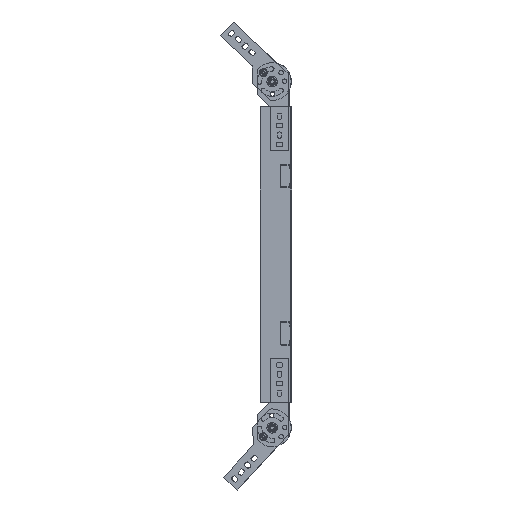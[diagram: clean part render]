
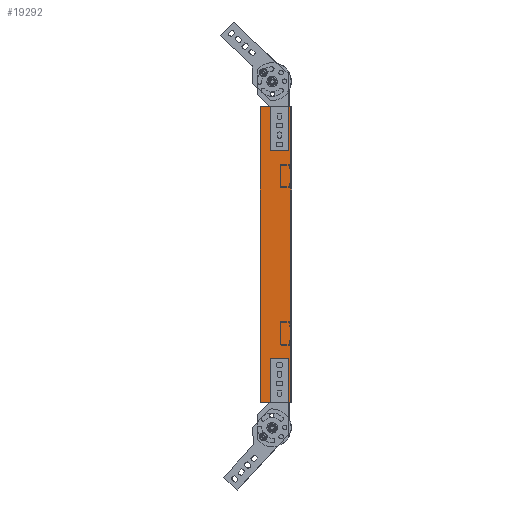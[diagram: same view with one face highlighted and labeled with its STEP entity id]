
A CAD part, left-side view. The second image highlights one B-rep face of the part: STEP entity #19292.
In plain terms, the highlighted planar face has unit normal (-1, 0, 0).
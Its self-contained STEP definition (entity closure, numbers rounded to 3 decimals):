
#1217 = FACE_OUTER_BOUND ( 'NONE', #16245, .T. ) ;
#2376 = DIRECTION ( 'NONE',  ( 0., 1., 0. ) ) ;
#2377 = CARTESIAN_POINT ( 'NONE',  ( -484.243, 7.867, -165. ) ) ;
#2383 = DIRECTION ( 'NONE',  ( 0., 0., 1. ) ) ;
#2384 = CARTESIAN_POINT ( 'NONE',  ( -484.243, -17.133, -119.228 ) ) ;
#2385 = DIRECTION ( 'NONE',  ( 0., 1., 0. ) ) ;
#2386 = CARTESIAN_POINT ( 'NONE',  ( -484.243, 28.367, -235. ) ) ;
#2387 = DIRECTION ( 'NONE',  ( 0., 0., 1. ) ) ;
#2388 = CARTESIAN_POINT ( 'NONE',  ( -484.243, -19.833, -235. ) ) ;
#2390 = DIRECTION ( 'NONE',  ( 0., 1., 0. ) ) ;
#2391 = CARTESIAN_POINT ( 'NONE',  ( -484.243, 28.367, 235. ) ) ;
#2397 = DIRECTION ( 'NONE',  ( 0., 1., 0. ) ) ;
#2399 = CARTESIAN_POINT ( 'NONE',  ( -484.243, 7.867, 165. ) ) ;
#2401 = DIRECTION ( 'NONE',  ( 0., 0., -1. ) ) ;
#2403 = CARTESIAN_POINT ( 'NONE',  ( -484.243, -17.133, 119.228 ) ) ;
#2405 = DIRECTION ( 'NONE',  ( 0., 1., 0. ) ) ;
#2407 = CARTESIAN_POINT ( 'NONE',  ( -484.243, 28.367, 235. ) ) ;
#2408 = DIRECTION ( 'NONE',  ( 0., 0., 1. ) ) ;
#2411 = CARTESIAN_POINT ( 'NONE',  ( -484.243, 28.367, -235. ) ) ;
#2412 = DIRECTION ( 'NONE',  ( 0., 1., 0. ) ) ;
#2413 = DIRECTION ( 'NONE',  ( 0., 0., 1. ) ) ;
#2414 = DIRECTION ( 'NONE',  ( 0., 0., -1. ) ) ;
#2417 = CARTESIAN_POINT ( 'NONE',  ( -484.243, 12.868, -119.228 ) ) ;
#2425 = CARTESIAN_POINT ( 'NONE',  ( -484.243, 28.367, -235. ) ) ;
#2426 = CARTESIAN_POINT ( 'NONE',  ( -484.243, 12.868, 119.228 ) ) ;
#3542 = CARTESIAN_POINT ( 'NONE',  ( -484.243, 12.868, 235. ) ) ;
#3543 = CARTESIAN_POINT ( 'NONE',  ( -484.243, -17.133, -165. ) ) ;
#3544 = CARTESIAN_POINT ( 'NONE',  ( -484.243, 12.868, -165. ) ) ;
#3545 = CARTESIAN_POINT ( 'NONE',  ( -484.243, -17.133, -235. ) ) ;
#3553 = CARTESIAN_POINT ( 'NONE',  ( -484.243, 28.367, 235. ) ) ;
#3556 = CARTESIAN_POINT ( 'NONE',  ( -484.243, -19.833, 235. ) ) ;
#3557 = CARTESIAN_POINT ( 'NONE',  ( -484.243, -17.133, 235. ) ) ;
#3558 = CARTESIAN_POINT ( 'NONE',  ( -484.243, -17.133, 165. ) ) ;
#3559 = CARTESIAN_POINT ( 'NONE',  ( -484.243, 12.868, 165. ) ) ;
#3561 = CARTESIAN_POINT ( 'NONE',  ( -484.243, -19.833, -235. ) ) ;
#3562 = CARTESIAN_POINT ( 'NONE',  ( -484.243, 28.367, -235. ) ) ;
#3563 = CARTESIAN_POINT ( 'NONE',  ( -484.243, 12.868, -235. ) ) ;
#4800 = VERTEX_POINT ( 'NONE', #3563 ) ;
#4801 = VERTEX_POINT ( 'NONE', #3562 ) ;
#4802 = VERTEX_POINT ( 'NONE', #3561 ) ;
#4804 = VERTEX_POINT ( 'NONE', #3559 ) ;
#4805 = VERTEX_POINT ( 'NONE', #3558 ) ;
#4806 = VERTEX_POINT ( 'NONE', #3557 ) ;
#4807 = VERTEX_POINT ( 'NONE', #3556 ) ;
#4810 = VERTEX_POINT ( 'NONE', #3553 ) ;
#4818 = VERTEX_POINT ( 'NONE', #3545 ) ;
#4819 = VERTEX_POINT ( 'NONE', #3544 ) ;
#4820 = VERTEX_POINT ( 'NONE', #3543 ) ;
#4821 = VERTEX_POINT ( 'NONE', #3542 ) ;
#6710 = AXIS2_PLACEMENT_3D ( 'NONE', #11976, #11949, #11948 ) ;
#9818 = ORIENTED_EDGE ( 'NONE', *, *, #12452, .T. ) ;
#9819 = ORIENTED_EDGE ( 'NONE', *, *, #12453, .F. ) ;
#9820 = ORIENTED_EDGE ( 'NONE', *, *, #12454, .F. ) ;
#9821 = ORIENTED_EDGE ( 'NONE', *, *, #12455, .T. ) ;
#9822 = ORIENTED_EDGE ( 'NONE', *, *, #12457, .F. ) ;
#9823 = ORIENTED_EDGE ( 'NONE', *, *, #12458, .T. ) ;
#9824 = ORIENTED_EDGE ( 'NONE', *, *, #12460, .T. ) ;
#9825 = ORIENTED_EDGE ( 'NONE', *, *, #12461, .T. ) ;
#9826 = ORIENTED_EDGE ( 'NONE', *, *, #12462, .T. ) ;
#9827 = ORIENTED_EDGE ( 'NONE', *, *, #12463, .F. ) ;
#9828 = ORIENTED_EDGE ( 'NONE', *, *, #12464, .F. ) ;
#9829 = ORIENTED_EDGE ( 'NONE', *, *, #12466, .F. ) ;
#10655 = VECTOR ( 'NONE', #2376, 1000. ) ;
#10658 = LINE ( 'NONE', #2377, #10655 ) ;
#10659 = VECTOR ( 'NONE', #2383, 1000. ) ;
#10661 = VECTOR ( 'NONE', #2385, 1000. ) ;
#10662 = LINE ( 'NONE', #2384, #10659 ) ;
#10663 = VECTOR ( 'NONE', #2387, 1000. ) ;
#10664 = LINE ( 'NONE', #2386, #10661 ) ;
#10665 = VECTOR ( 'NONE', #2390, 1000. ) ;
#10666 = LINE ( 'NONE', #2388, #10663 ) ;
#10667 = VECTOR ( 'NONE', #2414, 1000. ) ;
#10668 = LINE ( 'NONE', #2391, #10665 ) ;
#10669 = LINE ( 'NONE', #2403, #10667 ) ;
#10670 = VECTOR ( 'NONE', #2397, 1000. ) ;
#10672 = VECTOR ( 'NONE', #2401, 1000. ) ;
#10673 = LINE ( 'NONE', #2399, #10670 ) ;
#10676 = VECTOR ( 'NONE', #2405, 1000. ) ;
#10678 = VECTOR ( 'NONE', #2408, 1000. ) ;
#10679 = LINE ( 'NONE', #2407, #10676 ) ;
#10680 = VECTOR ( 'NONE', #2412, 1000. ) ;
#10681 = LINE ( 'NONE', #2411, #10678 ) ;
#10682 = VECTOR ( 'NONE', #2413, 1000. ) ;
#10683 = LINE ( 'NONE', #2426, #10672 ) ;
#10685 = LINE ( 'NONE', #2417, #10682 ) ;
#10691 = LINE ( 'NONE', #2425, #10680 ) ;
#11948 = DIRECTION ( 'NONE',  ( 0., -1., 0. ) ) ;
#11949 = DIRECTION ( 'NONE',  ( 1., 0., 0. ) ) ;
#11958 = PLANE ( 'NONE',  #6710 ) ;
#11976 = CARTESIAN_POINT ( 'NONE',  ( -484.243, 28.367, -235. ) ) ;
#12452 = EDGE_CURVE ( 'NONE', #4800, #4819, #10685, .T. ) ;
#12453 = EDGE_CURVE ( 'NONE', #4800, #4801, #10691, .T. ) ;
#12454 = EDGE_CURVE ( 'NONE', #4801, #4810, #10681, .T. ) ;
#12455 = EDGE_CURVE ( 'NONE', #4821, #4810, #10679, .T. ) ;
#12457 = EDGE_CURVE ( 'NONE', #4821, #4804, #10683, .T. ) ;
#12458 = EDGE_CURVE ( 'NONE', #4805, #4804, #10673, .T. ) ;
#12460 = EDGE_CURVE ( 'NONE', #4806, #4805, #10669, .T. ) ;
#12461 = EDGE_CURVE ( 'NONE', #4807, #4806, #10668, .T. ) ;
#12462 = EDGE_CURVE ( 'NONE', #4802, #4807, #10666, .T. ) ;
#12463 = EDGE_CURVE ( 'NONE', #4802, #4818, #10664, .T. ) ;
#12464 = EDGE_CURVE ( 'NONE', #4818, #4820, #10662, .T. ) ;
#12466 = EDGE_CURVE ( 'NONE', #4820, #4819, #10658, .T. ) ;
#16245 = EDGE_LOOP ( 'NONE', ( #9829, #9828, #9827, #9826, #9825, #9824, #9823, #9822, #9821, #9820, #9819, #9818 ) ) ;
#19292 = ADVANCED_FACE ( 'NONE', ( #1217 ), #11958, .F. ) ;
